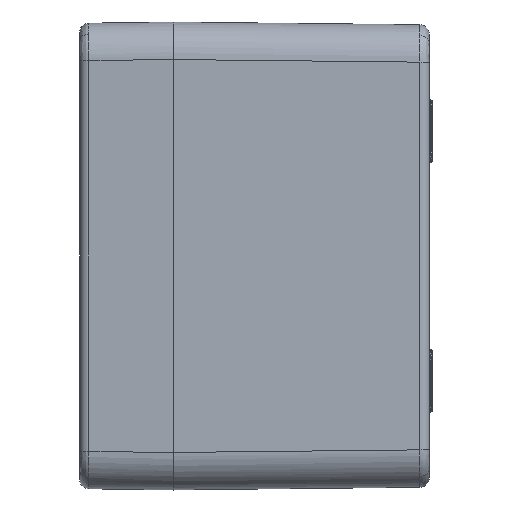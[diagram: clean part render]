
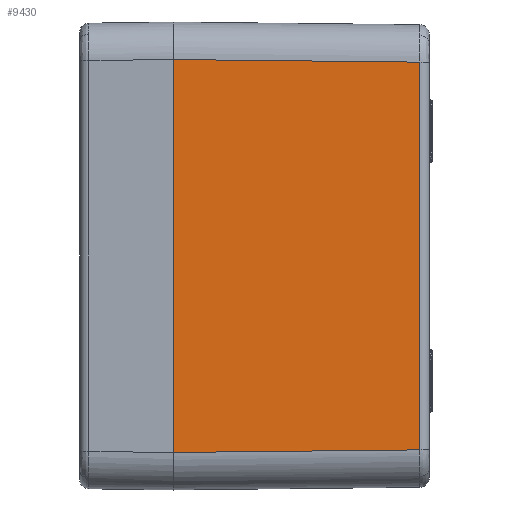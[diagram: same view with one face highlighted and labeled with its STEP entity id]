
A CAD part, left-side view. The second image highlights one B-rep face of the part: STEP entity #9430.
In plain terms, the highlighted planar face has unit normal (-1, -0.011, 0).
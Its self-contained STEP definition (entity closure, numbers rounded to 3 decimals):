
#726=LINE('',#19308,#1190);
#825=LINE('',#21297,#1289);
#826=LINE('',#21298,#1290);
#827=LINE('',#21299,#1291);
#1190=VECTOR('',#12567,1000.);
#1289=VECTOR('',#12794,1000.);
#1290=VECTOR('',#12795,1000.);
#1291=VECTOR('',#12796,1000.);
#1540=PLANE('',#10499);
#2154=FACE_OUTER_BOUND('',#2893,.T.);
#2893=EDGE_LOOP('',(#7655,#7656,#7657,#7658));
#4424=VERTEX_POINT('',#18949);
#4511=VERTEX_POINT('',#19306);
#4512=VERTEX_POINT('',#19307);
#4660=VERTEX_POINT('',#21296);
#5551=EDGE_CURVE('',#4511,#4512,#726,.T.);
#5750=EDGE_CURVE('',#4511,#4660,#825,.T.);
#5751=EDGE_CURVE('',#4660,#4424,#826,.T.);
#5752=EDGE_CURVE('',#4424,#4512,#827,.T.);
#7655=ORIENTED_EDGE('',*,*,#5750,.T.);
#7656=ORIENTED_EDGE('',*,*,#5751,.T.);
#7657=ORIENTED_EDGE('',*,*,#5752,.T.);
#7658=ORIENTED_EDGE('',*,*,#5551,.F.);
#9430=ADVANCED_FACE('',(#2154),#1540,.T.);
#10499=AXIS2_PLACEMENT_3D('',#21295,#12792,#12793);
#12567=DIRECTION('',(0.,0.,1.));
#12792=DIRECTION('center_axis',(-1.,-0.01,
0.));
#12793=DIRECTION('ref_axis',(0.01,-1.,0.));
#12794=DIRECTION('',(0.01,-1.,0.01));
#12795=DIRECTION('',(0.,0.,1.));
#12796=DIRECTION('',(-0.01,1.,0.01));
#18949=CARTESIAN_POINT('',(-39.568,-39.216,31.069));
#19306=CARTESIAN_POINT('',(-39.982,0.3,-31.483));
#19307=CARTESIAN_POINT('',(-39.982,0.3,31.483));
#19308=CARTESIAN_POINT('',(-39.982,0.3,-37.5));
#21295=CARTESIAN_POINT('Origin',(-40.,2.,-37.5));
#21296=CARTESIAN_POINT('',(-39.568,-39.216,-31.069));
#21297=CARTESIAN_POINT('',(-40.001,2.063,-31.501));
#21298=CARTESIAN_POINT('',(-39.568,-39.216,31.053));
#21299=CARTESIAN_POINT('',(-39.992,1.278,31.493));
